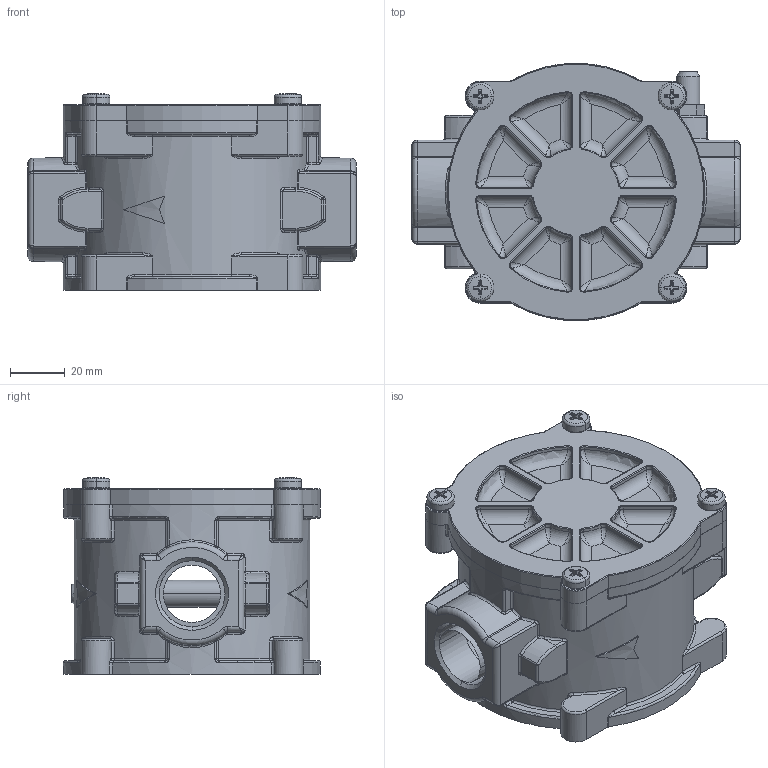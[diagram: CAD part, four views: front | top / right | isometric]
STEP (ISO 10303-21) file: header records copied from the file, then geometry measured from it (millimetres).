
FILE_DESCRIPTION((''),'2;1');
FILE_NAME('FM03_ASM','2015-11-25T',('Riccardo'),(''),'PRO/ENGINEER BY PARAMETRIC TECHNOLOGY CORPORATION, 2015030','PRO/ENGINEER BY PARAMETRIC TECHNOLOGY CORPORATION, 2015030','');
FILE_SCHEMA(('CONFIG_CONTROL_DESIGN'));
Length unit declared in the file: millimetre
Products named in the file (5): CO-0720; FC-0100; PRESSURETAP; VITI1; FM03_ASM
Assembly tree (7 placements, depth 2):
  FM03_ASM
    CO-0720
    FC-0100
    PRESSURETAP
    VITI1  x4
Bounding box: 120 x 93.99 x 71.97 mm (x, y, z)
Volume: 159371.7 mm3; surface area: 86850.4 mm2
Topology: 7 solids, 15 shells, 1146 faces, 2585 edges, 1472 vertices
Faces by surface type: cylinder 428, torus 218, plane 198, bspline 142, cone 96, sphere 64
Entity records: 33728 total; most frequent: CARTESIAN_POINT 13016, DIRECTION 4502, ORIENTED_EDGE 4218, EDGE_CURVE 2125, AXIS2_PLACEMENT_3D 1905, VERTEX_POINT 1208, CIRCLE 1062, EDGE_LOOP 1003
